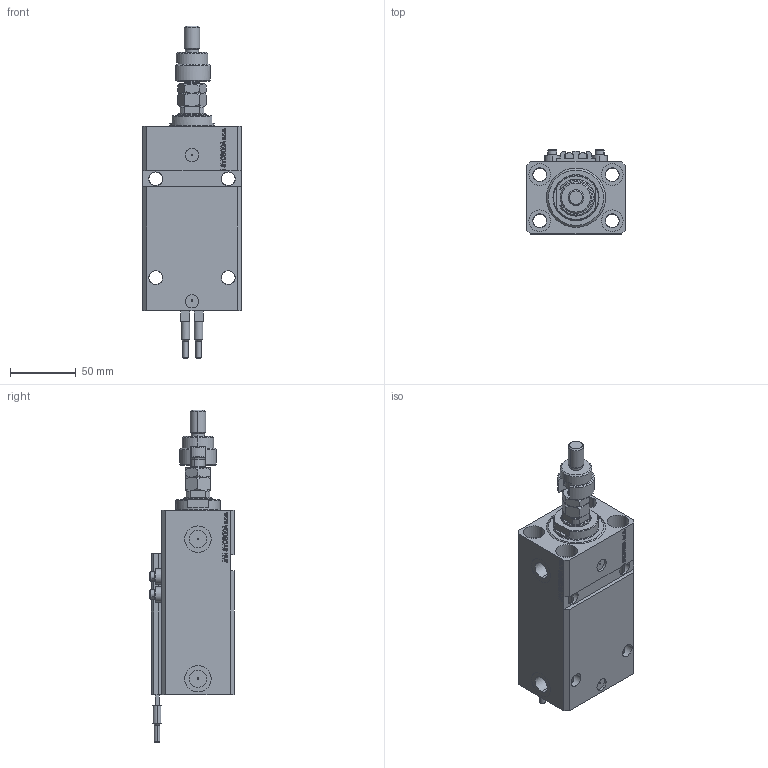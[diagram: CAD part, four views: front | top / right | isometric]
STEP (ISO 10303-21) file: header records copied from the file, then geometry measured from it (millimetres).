
FILE_DESCRIPTION (( 'STEP AP203' ), '1' );
FILE_NAME ('a7d5.STEP', '2023-10-07T19:11:35', ( '' ), ( '' ), 'SwSTEP 2.0', 'SolidWorks 2019', '' );
FILE_SCHEMA (( 'CONFIG_CONTROL_DESIGN' ));
Length unit declared in the file: millimetre
Products named in the file (9): ALLEN BOLT V250CE a0eb5de4b177f8d8fca8974b95579a7a; FEMALE_PART_FOR_DFA a0eb5de4b177f8d8fca8974b95579a7a; DFA a0eb5de4b177f8d8fca8974b95579a7a; MFA a0eb5de4b177f8d8fca8974b95579a7a; V250CE_E_Body a0eb5de4b177f8d8fca8974b95579a7a; V250CE_C_VCP a0eb5de4b177f8d8fca8974b95579a7a; SWITCH_V250CE a0eb5de4b177f8d8fca8974b95579a7a; V250CE_VC_E a0eb5de4b177f8d8fca8974b95579a7a; a7d5
Assembly tree (12 placements, depth 3):
  a7d5
    V250CE_E_Body a0eb5de4b177f8d8fca8974b95579a7a
    ALLEN BOLT V250CE a0eb5de4b177f8d8fca8974b95579a7a  x4
    V250CE_C_VCP a0eb5de4b177f8d8fca8974b95579a7a
    V250CE_VC_E a0eb5de4b177f8d8fca8974b95579a7a
    DFA a0eb5de4b177f8d8fca8974b95579a7a
      FEMALE_PART_FOR_DFA a0eb5de4b177f8d8fca8974b95579a7a
      MFA a0eb5de4b177f8d8fca8974b95579a7a
    SWITCH_V250CE a0eb5de4b177f8d8fca8974b95579a7a  x2
Bounding box: 75 x 64 x 252 mm (x, y, z)
Volume: 503052.1 mm3; surface area: 126323.2 mm2
Topology: 12 solids, 12 shells, 1237 faces, 3038 edges, 1935 vertices
Faces by surface type: plane 578, bspline 354, cylinder 183, cone 100, torus 22
Entity records: 51508 total; most frequent: CARTESIAN_POINT 25785, ORIENTED_EDGE 5658, DIRECTION 3945, EDGE_CURVE 2829, VERTEX_POINT 1821, LINE 1643, VECTOR 1643, EDGE_LOOP 1280
